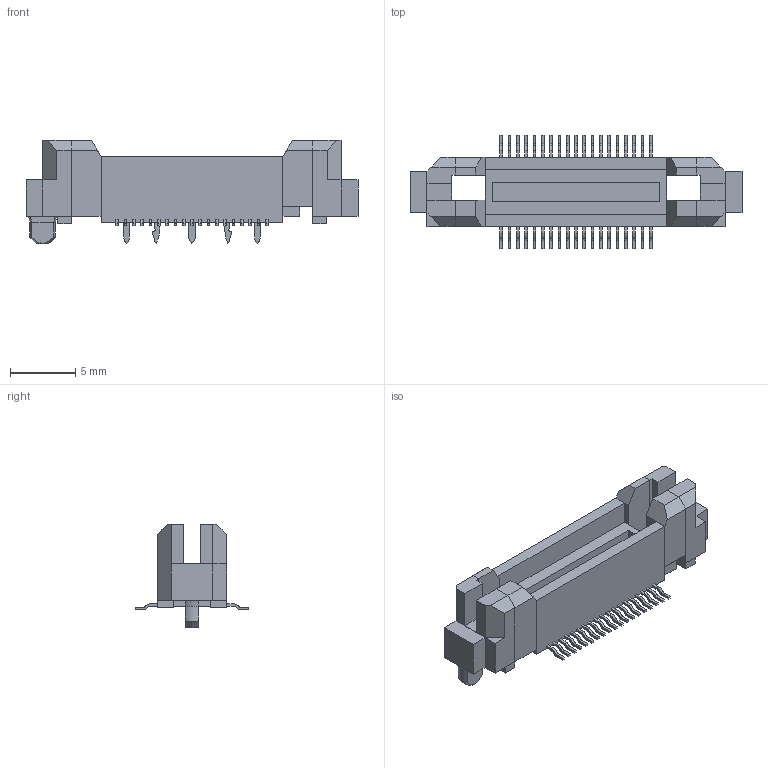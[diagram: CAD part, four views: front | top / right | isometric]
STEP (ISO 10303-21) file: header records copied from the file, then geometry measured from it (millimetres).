
FILE_DESCRIPTION((''),'2;1');
FILE_NAME('TYCO_5767007-8.stp','2011-10-12T09:07:33',(''),(''),'Mechanical Desktop 2011','Mechanical Desktop 2011',', , ');
FILE_SCHEMA(('AUTOMOTIVE_DESIGN { 1 2 10303 214 1 1 1 1 }'));
Length unit declared in the file: millimetre
Products named in the file (1): Product
Bounding box: 25.4 x 8.71 x 7.9 mm (x, y, z)
Volume: 467.3 mm3; surface area: 1028 mm2
Topology: 61 solids, 61 shells, 656 faces, 1599 edges, 1066 vertices
Faces by surface type: bspline 294, plane 266, cylinder 92, cone 4
Entity records: 20148 total; most frequent: CARTESIAN_POINT 5280, ORIENTED_EDGE 3198, DIRECTION 2663, EDGE_CURVE 1599, VECTOR 1249, LINE 1249, VERTEX_POINT 1066, AXIS2_PLACEMENT_3D 707
